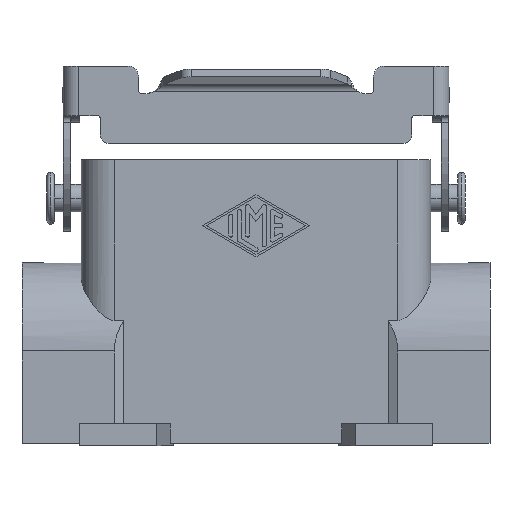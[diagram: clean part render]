
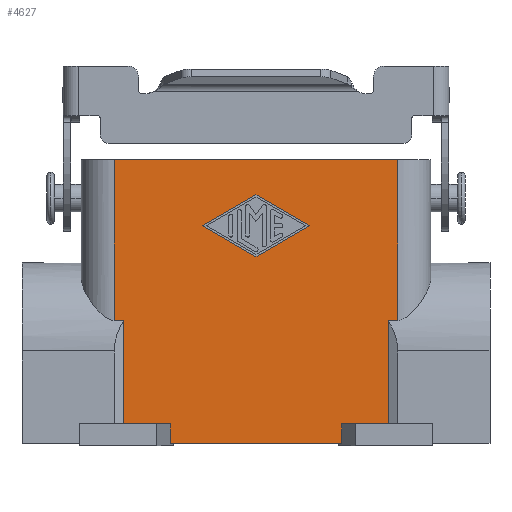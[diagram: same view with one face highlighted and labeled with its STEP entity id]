
A CAD part, front view. The second image highlights one B-rep face of the part: STEP entity #4627.
In plain terms, the highlighted planar face has unit normal (0, -1, 0).
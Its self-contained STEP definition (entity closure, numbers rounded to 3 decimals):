
#3753=CARTESIAN_POINT('',(5.065,71.447,-5.));
#3754=VERTEX_POINT('',#3753);
#3761=CARTESIAN_POINT('',(14.815,71.447,-10.625));
#3762=VERTEX_POINT('',#3761);
#3763=CARTESIAN_POINT('',(14.815,71.447,-10.625));
#3764=DIRECTION('',(-0.866,0.0,0.5));
#3765=VECTOR('',#3764,11.256);
#3766=LINE('',#3763,#3765);
#3767=EDGE_CURVE('',#3762,#3754,#3766,.T.);
#3792=CARTESIAN_POINT('',(24.565,71.447,-5.));
#3793=VERTEX_POINT('',#3792);
#3794=CARTESIAN_POINT('',(24.565,71.447,-5.));
#3795=DIRECTION('',(-0.866,0.0,-0.5));
#3796=VECTOR('',#3795,11.256);
#3797=LINE('',#3794,#3796);
#3798=EDGE_CURVE('',#3793,#3762,#3797,.T.);
#3823=CARTESIAN_POINT('',(14.815,71.447,0.625));
#3824=VERTEX_POINT('',#3823);
#3825=CARTESIAN_POINT('',(14.815,71.447,0.625));
#3826=DIRECTION('',(0.866,0.0,-0.5));
#3827=VECTOR('',#3826,11.256);
#3828=LINE('',#3825,#3827);
#3829=EDGE_CURVE('',#3824,#3793,#3828,.T.);
#3852=CARTESIAN_POINT('',(5.065,71.447,-5.));
#3853=DIRECTION('',(0.866,0.0,0.5));
#3854=VECTOR('',#3853,11.256);
#3855=LINE('',#3852,#3854);
#3856=EDGE_CURVE('',#3754,#3824,#3855,.T.);
#4518=CARTESIAN_POINT('',(40.565,71.447,-18.5));
#4519=DIRECTION('',(0.0,-1.0,0.0));
#4520=DIRECTION('',(0.0,0.0,-1.0));
#4521=AXIS2_PLACEMENT_3D('',#4518,#4519,#4520);
#4522=PLANE('',#4521);
#4523=CARTESIAN_POINT('',(-9.185,71.447,-41.));
#4524=VERTEX_POINT('',#4523);
#4525=CARTESIAN_POINT('',(-0.785,71.447,-41.0));
#4526=VERTEX_POINT('',#4525);
#4527=CARTESIAN_POINT('',(-9.185,71.447,-41.));
#4528=DIRECTION('',(1.0,0.0,0.0));
#4529=VECTOR('',#4528,8.4);
#4530=LINE('',#4527,#4529);
#4531=EDGE_CURVE('',#4524,#4526,#4530,.T.);
#4532=ORIENTED_EDGE('',*,*,#4531,.T.);
#4533=CARTESIAN_POINT('',(-0.785,71.447,-44.5));
#4534=VERTEX_POINT('',#4533);
#4535=CARTESIAN_POINT('',(-0.785,71.447,-41.0));
#4536=DIRECTION('',(0.0,0.0,-1.0));
#4537=VECTOR('',#4536,3.5);
#4538=LINE('',#4535,#4537);
#4539=EDGE_CURVE('',#4526,#4534,#4538,.T.);
#4540=ORIENTED_EDGE('',*,*,#4539,.T.);
#4541=CARTESIAN_POINT('',(30.415,71.447,-44.5));
#4542=VERTEX_POINT('',#4541);
#4543=CARTESIAN_POINT('',(30.415,71.447,-44.5));
#4544=DIRECTION('',(-1.0,0.0,0.0));
#4545=VECTOR('',#4544,31.2);
#4546=LINE('',#4543,#4545);
#4547=EDGE_CURVE('',#4542,#4534,#4546,.T.);
#4548=ORIENTED_EDGE('',*,*,#4547,.F.);
#4549=CARTESIAN_POINT('',(30.415,71.447,-41.0));
#4550=VERTEX_POINT('',#4549);
#4551=CARTESIAN_POINT('',(30.415,71.447,-44.5));
#4552=DIRECTION('',(0.0,0.0,1.0));
#4553=VECTOR('',#4552,3.5);
#4554=LINE('',#4551,#4553);
#4555=EDGE_CURVE('',#4542,#4550,#4554,.T.);
#4556=ORIENTED_EDGE('',*,*,#4555,.T.);
#4557=CARTESIAN_POINT('',(38.815,71.447,-41.0));
#4558=VERTEX_POINT('',#4557);
#4559=CARTESIAN_POINT('',(30.415,71.447,-41.0));
#4560=DIRECTION('',(1.0,0.0,0.0));
#4561=VECTOR('',#4560,8.4);
#4562=LINE('',#4559,#4561);
#4563=EDGE_CURVE('',#4550,#4558,#4562,.T.);
#4564=ORIENTED_EDGE('',*,*,#4563,.T.);
#4565=CARTESIAN_POINT('',(38.815,71.447,-22.182));
#4566=VERTEX_POINT('',#4565);
#4567=CARTESIAN_POINT('',(38.815,71.447,-22.182));
#4568=DIRECTION('',(0.0,0.0,-1.0));
#4569=VECTOR('',#4568,18.818);
#4570=LINE('',#4567,#4569);
#4571=EDGE_CURVE('',#4566,#4558,#4570,.T.);
#4572=ORIENTED_EDGE('',*,*,#4571,.F.);
#4573=CARTESIAN_POINT('',(40.565,71.447,-22.182));
#4574=VERTEX_POINT('',#4573);
#4575=CARTESIAN_POINT('',(38.815,71.447,-22.182));
#4576=DIRECTION('',(1.0,0.0,0.0));
#4577=VECTOR('',#4576,1.75);
#4578=LINE('',#4575,#4577);
#4579=EDGE_CURVE('',#4566,#4574,#4578,.T.);
#4580=ORIENTED_EDGE('',*,*,#4579,.T.);
#4581=CARTESIAN_POINT('',(40.565,71.447,7.));
#4582=VERTEX_POINT('',#4581);
#4583=CARTESIAN_POINT('',(40.565,71.447,7.));
#4584=DIRECTION('',(0.0,0.0,-1.0));
#4585=VECTOR('',#4584,29.182);
#4586=LINE('',#4583,#4585);
#4587=EDGE_CURVE('',#4582,#4574,#4586,.T.);
#4588=ORIENTED_EDGE('',*,*,#4587,.F.);
#4589=CARTESIAN_POINT('',(-10.935,71.447,7.));
#4590=VERTEX_POINT('',#4589);
#4591=CARTESIAN_POINT('',(40.565,71.447,7.));
#4592=DIRECTION('',(-1.0,0.0,0.0));
#4593=VECTOR('',#4592,51.5);
#4594=LINE('',#4591,#4593);
#4595=EDGE_CURVE('',#4582,#4590,#4594,.T.);
#4596=ORIENTED_EDGE('',*,*,#4595,.T.);
#4597=CARTESIAN_POINT('',(-10.935,71.447,-22.182));
#4598=VERTEX_POINT('',#4597);
#4599=CARTESIAN_POINT('',(-10.935,71.447,7.));
#4600=DIRECTION('',(0.0,0.0,-1.0));
#4601=VECTOR('',#4600,29.182);
#4602=LINE('',#4599,#4601);
#4603=EDGE_CURVE('',#4590,#4598,#4602,.T.);
#4604=ORIENTED_EDGE('',*,*,#4603,.T.);
#4605=CARTESIAN_POINT('',(-9.185,71.447,-22.182));
#4606=VERTEX_POINT('',#4605);
#4607=CARTESIAN_POINT('',(-10.935,71.447,-22.182));
#4608=DIRECTION('',(1.0,0.0,0.0));
#4609=VECTOR('',#4608,1.75);
#4610=LINE('',#4607,#4609);
#4611=EDGE_CURVE('',#4598,#4606,#4610,.T.);
#4612=ORIENTED_EDGE('',*,*,#4611,.T.);
#4613=CARTESIAN_POINT('',(-9.185,71.447,-22.182));
#4614=DIRECTION('',(0.0,0.0,-1.0));
#4615=VECTOR('',#4614,18.818);
#4616=LINE('',#4613,#4615);
#4617=EDGE_CURVE('',#4606,#4524,#4616,.T.);
#4618=ORIENTED_EDGE('',*,*,#4617,.T.);
#4619=EDGE_LOOP('',(#4532,#4540,#4548,#4556,#4564,#4572,#4580,#4588,#4596,#4604,#4612,#4618));
#4620=FACE_OUTER_BOUND('',#4619,.T.);
#4621=ORIENTED_EDGE('',*,*,#3767,.T.);
#4622=ORIENTED_EDGE('',*,*,#3856,.T.);
#4623=ORIENTED_EDGE('',*,*,#3829,.T.);
#4624=ORIENTED_EDGE('',*,*,#3798,.T.);
#4625=EDGE_LOOP('',(#4621,#4622,#4623,#4624));
#4626=FACE_BOUND('',#4625,.T.);
#4627=ADVANCED_FACE('',(#4620,#4626),#4522,.T.);
